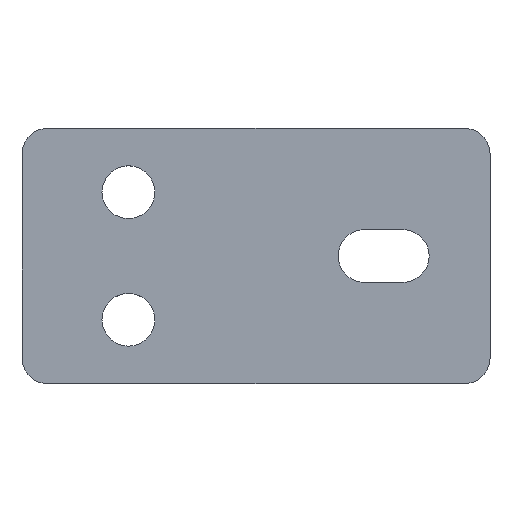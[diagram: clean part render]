
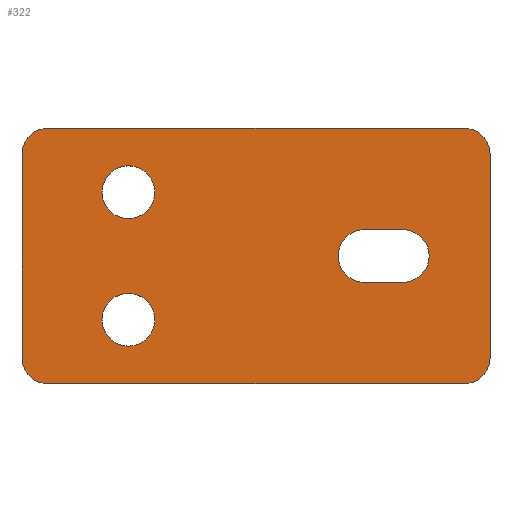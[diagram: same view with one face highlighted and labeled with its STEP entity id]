
A CAD part, top view. The second image highlights one B-rep face of the part: STEP entity #322.
In plain terms, the highlighted planar face has unit normal (0, 0, 1).
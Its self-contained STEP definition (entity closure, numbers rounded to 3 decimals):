
#18=FACE_BOUND('',#64,.T.);
#19=FACE_BOUND('',#65,.T.);
#20=FACE_BOUND('',#66,.T.);
#28=PLANE('',#376);
#44=FACE_OUTER_BOUND('',#63,.T.);
#63=EDGE_LOOP('',(#283,#284,#285,#286,#287,#288,#289,#290));
#64=EDGE_LOOP('',(#291,#292,#293,#294));
#65=EDGE_LOOP('',(#295,#296));
#66=EDGE_LOOP('',(#297,#298));
#70=LINE('',#487,#96);
#74=LINE('',#497,#100);
#79=LINE('',#512,#105);
#85=LINE('',#536,#111);
#88=LINE('',#544,#114);
#90=LINE('',#550,#116);
#96=VECTOR('',#390,10.);
#100=VECTOR('',#402,10.);
#105=VECTOR('',#415,10.);
#111=VECTOR('',#439,10.);
#114=VECTOR('',#448,10.);
#116=VECTOR('',#456,10.);
#120=CIRCLE('',#345,3.1);
#122=CIRCLE('',#349,3.1);
#123=CIRCLE('',#352,3.);
#130=CIRCLE('',#362,3.);
#131=CIRCLE('',#365,3.);
#132=CIRCLE('',#368,3.);
#133=CIRCLE('',#371,3.1);
#134=CIRCLE('',#372,3.1);
#135=CIRCLE('',#374,3.1);
#136=CIRCLE('',#375,3.1);
#139=VERTEX_POINT('',#478);
#140=VERTEX_POINT('',#480);
#142=VERTEX_POINT('',#486);
#144=VERTEX_POINT('',#492);
#145=VERTEX_POINT('',#499);
#146=VERTEX_POINT('',#500);
#150=VERTEX_POINT('',#510);
#158=VERTEX_POINT('',#530);
#159=VERTEX_POINT('',#534);
#160=VERTEX_POINT('',#538);
#161=VERTEX_POINT('',#542);
#162=VERTEX_POINT('',#546);
#163=VERTEX_POINT('',#552);
#164=VERTEX_POINT('',#553);
#165=VERTEX_POINT('',#558);
#166=VERTEX_POINT('',#559);
#169=EDGE_CURVE('',#140,#139,#120,.T.);
#172=EDGE_CURVE('',#142,#140,#70,.T.);
#175=EDGE_CURVE('',#144,#142,#122,.T.);
#178=EDGE_CURVE('',#139,#144,#74,.T.);
#179=EDGE_CURVE('',#145,#146,#123,.T.);
#185=EDGE_CURVE('',#145,#150,#79,.T.);
#195=EDGE_CURVE('',#158,#150,#130,.T.);
#197=EDGE_CURVE('',#158,#159,#85,.T.);
#199=EDGE_CURVE('',#160,#159,#131,.T.);
#201=EDGE_CURVE('',#160,#161,#88,.T.);
#203=EDGE_CURVE('',#162,#161,#132,.T.);
#204=EDGE_CURVE('',#162,#146,#90,.T.);
#205=EDGE_CURVE('',#163,#164,#133,.T.);
#206=EDGE_CURVE('',#164,#163,#134,.T.);
#208=EDGE_CURVE('',#165,#166,#135,.T.);
#209=EDGE_CURVE('',#166,#165,#136,.T.);
#283=ORIENTED_EDGE('',*,*,#179,.F.);
#284=ORIENTED_EDGE('',*,*,#185,.T.);
#285=ORIENTED_EDGE('',*,*,#195,.F.);
#286=ORIENTED_EDGE('',*,*,#197,.T.);
#287=ORIENTED_EDGE('',*,*,#199,.F.);
#288=ORIENTED_EDGE('',*,*,#201,.T.);
#289=ORIENTED_EDGE('',*,*,#203,.F.);
#290=ORIENTED_EDGE('',*,*,#204,.T.);
#291=ORIENTED_EDGE('',*,*,#175,.T.);
#292=ORIENTED_EDGE('',*,*,#172,.T.);
#293=ORIENTED_EDGE('',*,*,#169,.T.);
#294=ORIENTED_EDGE('',*,*,#178,.T.);
#295=ORIENTED_EDGE('',*,*,#205,.T.);
#296=ORIENTED_EDGE('',*,*,#206,.T.);
#297=ORIENTED_EDGE('',*,*,#208,.T.);
#298=ORIENTED_EDGE('',*,*,#209,.T.);
#322=ADVANCED_FACE('',(#44,#18,#19,#20),#28,.T.);
#345=AXIS2_PLACEMENT_3D('',#481,#384,#385);
#349=AXIS2_PLACEMENT_3D('',#493,#396,#397);
#352=AXIS2_PLACEMENT_3D('',#501,#405,#406);
#362=AXIS2_PLACEMENT_3D('',#532,#434,#435);
#365=AXIS2_PLACEMENT_3D('',#540,#443,#444);
#368=AXIS2_PLACEMENT_3D('',#548,#452,#453);
#371=AXIS2_PLACEMENT_3D('',#554,#459,#460);
#372=AXIS2_PLACEMENT_3D('',#555,#461,#462);
#374=AXIS2_PLACEMENT_3D('',#560,#466,#467);
#375=AXIS2_PLACEMENT_3D('',#561,#468,#469);
#376=AXIS2_PLACEMENT_3D('',#563,#471,#472);
#384=DIRECTION('center_axis',(0.,0.,-1.));
#385=DIRECTION('ref_axis',(0.,-1.,0.));
#390=DIRECTION('',(1.,0.,0.));
#396=DIRECTION('center_axis',(0.,0.,-1.));
#397=DIRECTION('ref_axis',(0.,1.,0.));
#402=DIRECTION('',(-1.,0.,0.));
#405=DIRECTION('center_axis',(0.,0.,-1.));
#406=DIRECTION('ref_axis',(-0.707,0.707,0.));
#415=DIRECTION('',(0.,-1.,0.));
#434=DIRECTION('center_axis',(0.,0.,-1.));
#435=DIRECTION('ref_axis',(-0.707,-0.707,0.));
#439=DIRECTION('',(1.,0.,0.));
#443=DIRECTION('center_axis',(0.,0.,-1.));
#444=DIRECTION('ref_axis',(0.707,-0.707,0.));
#448=DIRECTION('',(0.,1.,0.));
#452=DIRECTION('center_axis',(0.,0.,-1.));
#453=DIRECTION('ref_axis',(0.707,0.707,0.));
#456=DIRECTION('',(-1.,0.,0.));
#459=DIRECTION('center_axis',(0.,0.,-1.));
#460=DIRECTION('ref_axis',(1.,0.,0.));
#461=DIRECTION('center_axis',(0.,0.,-1.));
#462=DIRECTION('ref_axis',(1.,0.,0.));
#466=DIRECTION('center_axis',(0.,0.,-1.));
#467=DIRECTION('ref_axis',(1.,0.,0.));
#468=DIRECTION('center_axis',(0.,0.,-1.));
#469=DIRECTION('ref_axis',(1.,0.,0.));
#471=DIRECTION('center_axis',(0.,0.,1.));
#472=DIRECTION('ref_axis',(1.,0.,0.));
#478=CARTESIAN_POINT('',(17.25,-3.1,1.));
#480=CARTESIAN_POINT('',(17.25,3.1,1.));
#481=CARTESIAN_POINT('Origin',(17.25,0.,1.));
#486=CARTESIAN_POINT('',(12.75,3.1,1.));
#487=CARTESIAN_POINT('',(6.375,3.1,1.));
#492=CARTESIAN_POINT('',(12.75,-3.1,1.));
#493=CARTESIAN_POINT('Origin',(12.75,0.,1.));
#497=CARTESIAN_POINT('',(8.625,-3.1,1.));
#499=CARTESIAN_POINT('',(-27.5,12.,1.));
#500=CARTESIAN_POINT('',(-24.5,15.,1.));
#501=CARTESIAN_POINT('Origin',(-24.5,12.,1.));
#510=CARTESIAN_POINT('',(-27.5,-12.,1.));
#512=CARTESIAN_POINT('',(-27.5,-15.,1.));
#530=CARTESIAN_POINT('',(-24.5,-15.,1.));
#532=CARTESIAN_POINT('Origin',(-24.5,-12.,1.));
#534=CARTESIAN_POINT('',(24.5,-15.,1.));
#536=CARTESIAN_POINT('',(27.5,-15.,1.));
#538=CARTESIAN_POINT('',(27.5,-12.,1.));
#540=CARTESIAN_POINT('Origin',(24.5,-12.,1.));
#542=CARTESIAN_POINT('',(27.5,12.,1.));
#544=CARTESIAN_POINT('',(27.5,15.,1.));
#546=CARTESIAN_POINT('',(24.5,15.,1.));
#548=CARTESIAN_POINT('Origin',(24.5,12.,1.));
#550=CARTESIAN_POINT('',(-27.5,15.,1.));
#552=CARTESIAN_POINT('',(-11.9,7.5,1.));
#553=CARTESIAN_POINT('',(-18.1,7.5,1.));
#554=CARTESIAN_POINT('Origin',(-15.,7.5,1.));
#555=CARTESIAN_POINT('Origin',(-15.,7.5,1.));
#558=CARTESIAN_POINT('',(-11.9,-7.5,1.));
#559=CARTESIAN_POINT('',(-18.1,-7.5,1.));
#560=CARTESIAN_POINT('Origin',(-15.,-7.5,1.));
#561=CARTESIAN_POINT('Origin',(-15.,-7.5,1.));
#563=CARTESIAN_POINT('Origin',(0.,0.,
1.));
